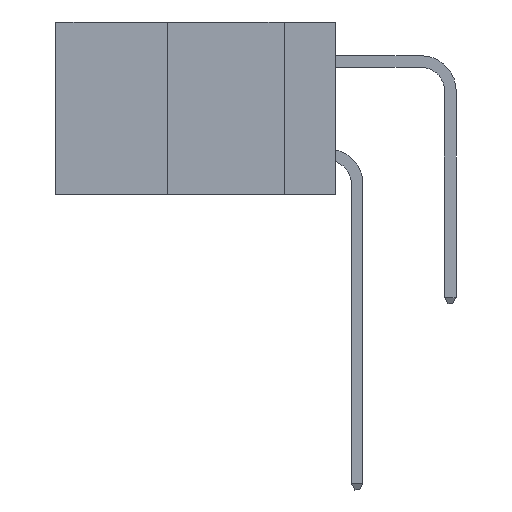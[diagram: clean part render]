
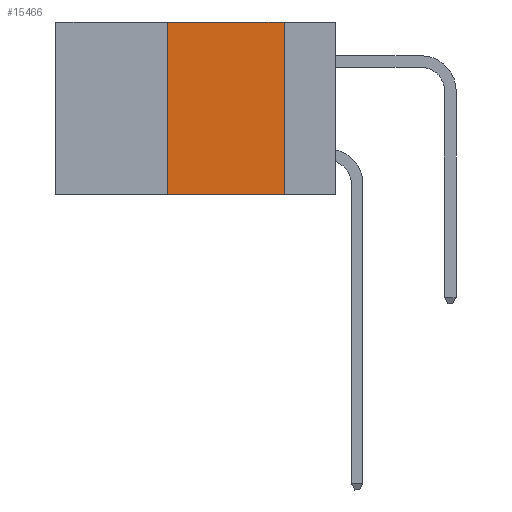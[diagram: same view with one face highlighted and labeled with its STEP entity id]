
A CAD part, left-side view. The second image highlights one B-rep face of the part: STEP entity #15466.
In plain terms, the highlighted planar face has unit normal (-1, 0, 0).
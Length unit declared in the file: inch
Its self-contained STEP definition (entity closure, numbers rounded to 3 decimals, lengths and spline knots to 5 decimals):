
#121 = DIRECTION ( 'NONE',  ( 0., 0., -1. ) ) ;
#1200 = LINE ( 'NONE', #35784, #28147 ) ;
#3092 = VERTEX_POINT ( 'NONE', #15171 ) ;
#4309 = CARTESIAN_POINT ( 'NONE',  ( 0., 0.36, 0. ) ) ;
#4623 = EDGE_CURVE ( 'NONE', #3092, #23884, #32382, .T. ) ;
#4914 = PLANE ( 'NONE',  #30030 ) ;
#5717 = DIRECTION ( 'NONE',  ( 0., -1., 0. ) ) ;
#6026 = VERTEX_POINT ( 'NONE', #26682 ) ;
#6612 = ORIENTED_EDGE ( 'NONE', *, *, #34462, .F. ) ;
#7132 = CARTESIAN_POINT ( 'NONE',  ( 0., 0.11, 0. ) ) ;
#8068 = DIRECTION ( 'NONE',  ( 0., 0., -1. ) ) ;
#8284 = EDGE_CURVE ( 'NONE', #3092, #6026, #25223, .T. ) ;
#9508 = EDGE_CURVE ( 'NONE', #23884, #11666, #1200, .T. ) ;
#11666 = VERTEX_POINT ( 'NONE', #7132 ) ;
#14496 = DIRECTION ( 'NONE',  ( 0., -1., 0. ) ) ;
#15171 = CARTESIAN_POINT ( 'NONE',  ( 0., 0.36, -0.37 ) ) ;
#15466 = ADVANCED_FACE ( 'NONE', ( #16514 ), #4914, .F. ) ;
#16514 = FACE_OUTER_BOUND ( 'NONE', #17326, .T. ) ;
#17326 = EDGE_LOOP ( 'NONE', ( #6612, #26464, #31267, #25079 ) ) ;
#17826 = VECTOR ( 'NONE', #14496, 39.37008 ) ;
#18814 = LINE ( 'NONE', #28069, #19251 ) ;
#19251 = VECTOR ( 'NONE', #121, 39.37008 ) ;
#21606 = CARTESIAN_POINT ( 'NONE',  ( 0., 0.6, 0. ) ) ;
#21735 = DIRECTION ( 'NONE',  ( 1., 0., 0. ) ) ;
#23884 = VERTEX_POINT ( 'NONE', #4309 ) ;
#25079 = ORIENTED_EDGE ( 'NONE', *, *, #8284, .T. ) ;
#25223 = LINE ( 'NONE', #31409, #17826 ) ;
#26464 = ORIENTED_EDGE ( 'NONE', *, *, #9508, .F. ) ;
#26682 = CARTESIAN_POINT ( 'NONE',  ( 0., 0.11, -0.37 ) ) ;
#28069 = CARTESIAN_POINT ( 'NONE',  ( 0., 0.11, 0. ) ) ;
#28147 = VECTOR ( 'NONE', #5717, 39.37008 ) ;
#29732 = VECTOR ( 'NONE', #32447, 39.37008 ) ;
#30030 = AXIS2_PLACEMENT_3D ( 'NONE', #21606, #21735, #8068 ) ;
#31267 = ORIENTED_EDGE ( 'NONE', *, *, #4623, .F. ) ;
#31409 = CARTESIAN_POINT ( 'NONE',  ( 0., 0.6, -0.37 ) ) ;
#31607 = CARTESIAN_POINT ( 'NONE',  ( 0., 0.36, 0. ) ) ;
#32382 = LINE ( 'NONE', #31607, #29732 ) ;
#32447 = DIRECTION ( 'NONE',  ( 0., 0., 1. ) ) ;
#34462 = EDGE_CURVE ( 'NONE', #11666, #6026, #18814, .T. ) ;
#35784 = CARTESIAN_POINT ( 'NONE',  ( 0., 0.6, 0. ) ) ;
